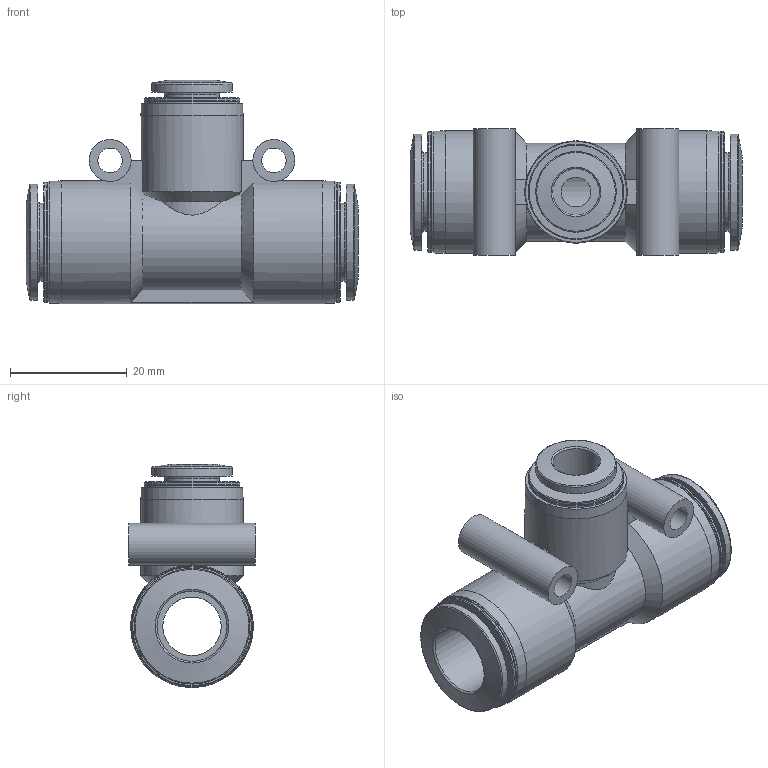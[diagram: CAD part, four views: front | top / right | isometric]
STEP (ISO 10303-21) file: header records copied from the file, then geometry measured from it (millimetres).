
FILE_DESCRIPTION(/* description */ ('STEP AP214'),/* implementation_level */ '2;1');
FILE_NAME(/* name */ '130615_QST-12-8',/* time_stamp */ '2024-09-11T11:51:18+02:00',/* author */ ('License CC BY-ND 4.0'),/* organization */ ('CADENAS'),/* preprocessor_version */ 'ST-DEVELOPER v19.3',/* originating_system */ 'PARTsolutions',/* authorisation */ ' ');
FILE_SCHEMA (('AUTOMOTIVE_DESIGN {1 0 10303 214 3 1 1}'));
Length unit declared in the file: millimetre
Products named in the file (1): 130615 QST-12-8
Bounding box: 56.8 x 21.7 x 38.19 mm (x, y, z)
Volume: 15303.3 mm3; surface area: 10121.7 mm2
Topology: 1 solids, 1 shells, 85 faces, 185 edges, 114 vertices
Faces by surface type: plane 28, cylinder 27, cone 21, torus 9
Full cylindrical faces by diameter (mm): 4.2 x2, 5.1 x1, 7.2 x2, 8 x1, 9.4 x1, 10 x1, 12 x2, 13.4 x2, 13.8 x1, 16.3 x2, 17.5 x1, 19.8 x2, 20.6 x4, 21 x1
Entity records: 2753 total; most frequent: CARTESIAN_POINT 434, DIRECTION 370, ORIENTED_EDGE 270, AXIS2_PLACEMENT_3D 170, EDGE_LOOP 152, FACE_BOUND 152, EDGE_CURVE 135, VERTEX_POINT 111
